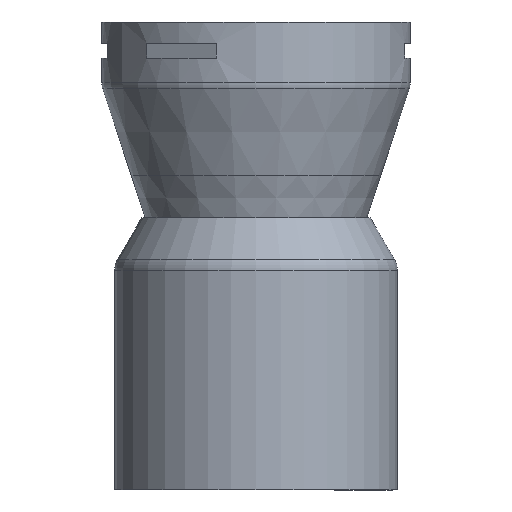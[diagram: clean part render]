
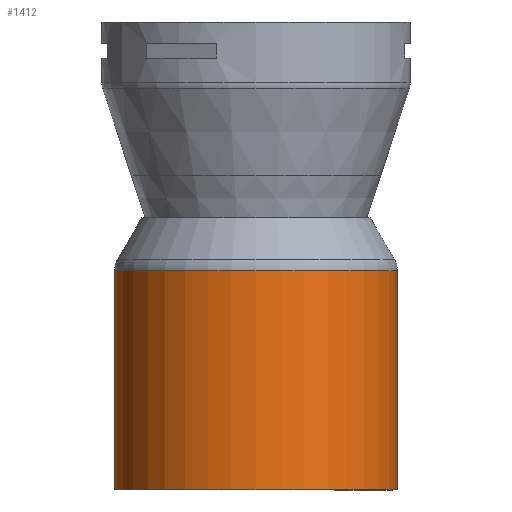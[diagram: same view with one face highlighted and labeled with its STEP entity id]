
A CAD part, front view. The second image highlights one B-rep face of the part: STEP entity #1412.
In plain terms, the highlighted cylindrical face has radius 665 mm (diameter 1330 mm), a full revolution.
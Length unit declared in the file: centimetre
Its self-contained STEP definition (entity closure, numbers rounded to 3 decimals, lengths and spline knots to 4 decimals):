
#23=CYLINDRICAL_SURFACE('',#1550,66.5);
#91=CIRCLE('',#1544,66.5);
#93=CIRCLE('',#1546,66.5);
#94=CIRCLE('',#1548,66.5);
#199=FACE_OUTER_BOUND('',#285,.T.);
#285=EDGE_LOOP('',(#1235,#1236,#1237,#1238,#1239));
#420=LINE('',#2373,#551);
#551=VECTOR('',#1946,66.5);
#670=VERTEX_POINT('',#2362);
#671=VERTEX_POINT('',#2363);
#672=VERTEX_POINT('',#2368);
#859=EDGE_CURVE('',#670,#671,#91,.T.);
#861=EDGE_CURVE('',#671,#670,#93,.T.);
#862=EDGE_CURVE('',#672,#672,#94,.T.);
#864=EDGE_CURVE('',#672,#671,#420,.T.);
#1235=ORIENTED_EDGE('',*,*,#862,.F.);
#1236=ORIENTED_EDGE('',*,*,#864,.T.);
#1237=ORIENTED_EDGE('',*,*,#861,.T.);
#1238=ORIENTED_EDGE('',*,*,#859,.T.);
#1239=ORIENTED_EDGE('',*,*,#864,.F.);
#1412=ADVANCED_FACE('',(#199),#23,.T.);
#1544=AXIS2_PLACEMENT_3D('',#2364,#1932,#1933);
#1546=AXIS2_PLACEMENT_3D('',#2366,#1936,#1937);
#1548=AXIS2_PLACEMENT_3D('',#2369,#1940,#1941);
#1550=AXIS2_PLACEMENT_3D('',#2372,#1944,#1945);
#1932=DIRECTION('center_axis',(0.,0.,
-1.));
#1933=DIRECTION('ref_axis',(1.,0.,0.));
#1936=DIRECTION('center_axis',(0.,0.,
-1.));
#1937=DIRECTION('ref_axis',(1.,0.,0.));
#1940=DIRECTION('center_axis',(0.,0.,
-1.));
#1941=DIRECTION('ref_axis',(0.,1.,0.));
#1944=DIRECTION('center_axis',(0.,0.,
-1.));
#1945=DIRECTION('ref_axis',(-1.,0.,0.));
#1946=DIRECTION('',(0.,0.,1.));
#2362=CARTESIAN_POINT('',(585.6894,181.8853,-13.5116));
#2363=CARTESIAN_POINT('',(652.1894,248.3853,-13.5116));
#2364=CARTESIAN_POINT('Origin',(585.6894,248.3853,-13.5116));
#2366=CARTESIAN_POINT('Origin',(585.6894,248.3853,-13.5116));
#2368=CARTESIAN_POINT('',(652.1894,248.3853,-116.6734));
#2369=CARTESIAN_POINT('Origin',(585.6894,248.3853,-116.6734));
#2372=CARTESIAN_POINT('Origin',(585.6894,248.3853,-65.0925));
#2373=CARTESIAN_POINT('',(652.1894,248.3853,-65.0925));
